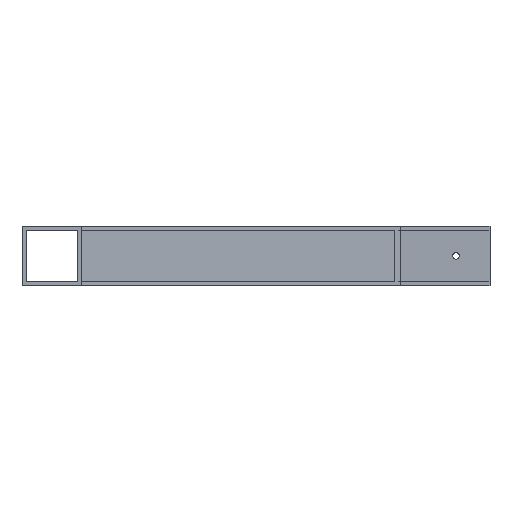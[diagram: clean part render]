
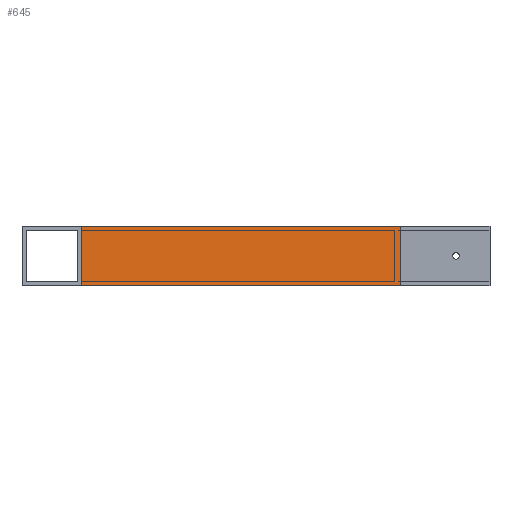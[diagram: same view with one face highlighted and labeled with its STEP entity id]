
A CAD part, left-side view. The second image highlights one B-rep face of the part: STEP entity #645.
In plain terms, the highlighted face is planar.
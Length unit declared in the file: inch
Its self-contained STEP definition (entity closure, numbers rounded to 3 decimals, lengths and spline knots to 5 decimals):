
#80=FACE_OUTER_BOUND('',#122,.T.);
#122=EDGE_LOOP('',(#510,#511,#512,#513));
#182=LINE('',#1089,#254);
#183=LINE('',#1091,#255);
#184=LINE('',#1093,#256);
#185=LINE('',#1094,#257);
#254=VECTOR('',#920,39.37008);
#255=VECTOR('',#921,39.37008);
#256=VECTOR('',#922,39.37008);
#257=VECTOR('',#923,39.37008);
#314=VERTEX_POINT('',#1087);
#315=VERTEX_POINT('',#1088);
#316=VERTEX_POINT('',#1090);
#317=VERTEX_POINT('',#1092);
#382=EDGE_CURVE('',#314,#315,#182,.T.);
#383=EDGE_CURVE('',#316,#314,#183,.T.);
#384=EDGE_CURVE('',#317,#316,#184,.T.);
#385=EDGE_CURVE('',#315,#317,#185,.T.);
#510=ORIENTED_EDGE('',*,*,#382,.F.);
#511=ORIENTED_EDGE('',*,*,#383,.F.);
#512=ORIENTED_EDGE('',*,*,#384,.F.);
#513=ORIENTED_EDGE('',*,*,#385,.F.);
#578=PLANE('',#795);
#645=ADVANCED_FACE('',(#80),#578,.F.);
#795=AXIS2_PLACEMENT_3D('',#1086,#918,#919);
#918=DIRECTION('center_axis',(-0.707,-0.707,0.));
#919=DIRECTION('ref_axis',(0.707,-0.707,0.));
#920=DIRECTION('',(0.,0.,1.));
#921=DIRECTION('',(0.707,-0.707,0.));
#922=DIRECTION('',(0.,0.,-1.));
#923=DIRECTION('',(-0.707,0.707,0.));
#1086=CARTESIAN_POINT('Origin',(5.51497,-25.38997,-0.875));
#1087=CARTESIAN_POINT('',(10.25,-30.125,-0.875));
#1088=CARTESIAN_POINT('',(10.25,-30.125,0.875));
#1089=CARTESIAN_POINT('',(10.25,-30.125,-0.875));
#1090=CARTESIAN_POINT('',(0.875,-20.75,-0.875));
#1091=CARTESIAN_POINT('',(5.51497,-25.38997,-0.875));
#1092=CARTESIAN_POINT('',(0.875,-20.75,0.875));
#1093=CARTESIAN_POINT('',(0.875,-20.75,-0.875));
#1094=CARTESIAN_POINT('',(5.51497,-25.38997,0.875));
